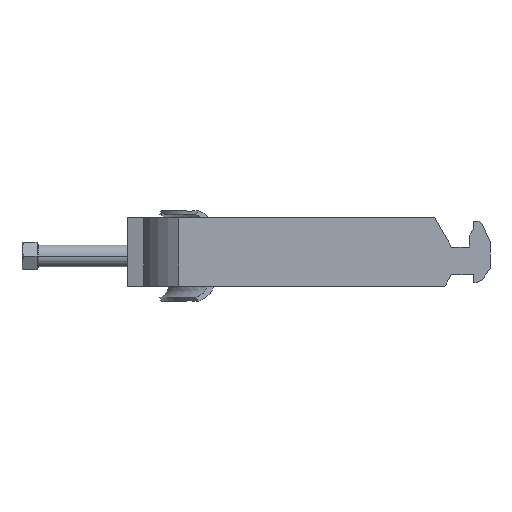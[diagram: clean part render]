
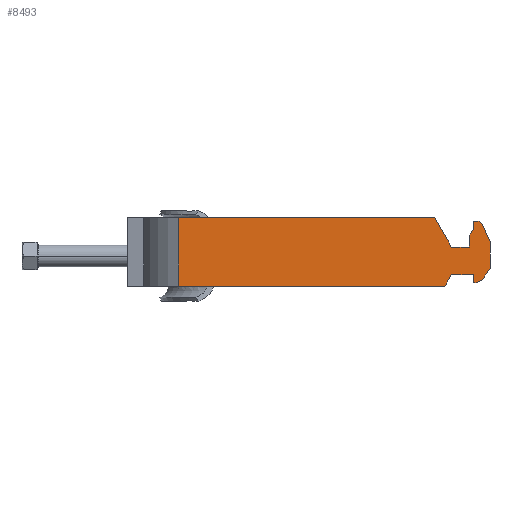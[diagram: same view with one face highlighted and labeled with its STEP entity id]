
A CAD part, left-side view. The second image highlights one B-rep face of the part: STEP entity #8493.
In plain terms, the highlighted planar face has unit normal (-1, 0, 0).
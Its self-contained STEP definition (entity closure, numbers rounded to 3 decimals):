
#6 = VERTEX_POINT ( 'NONE', #9136 ) ;
#148 = DIRECTION ( 'NONE',  ( 1., 0., 0. ) ) ;
#167 = DIRECTION ( 'NONE',  ( 0., 1., 0. ) ) ;
#380 = VECTOR ( 'NONE', #9746, 1000. ) ;
#404 = VERTEX_POINT ( 'NONE', #1381 ) ;
#447 = VERTEX_POINT ( 'NONE', #9345 ) ;
#453 = VECTOR ( 'NONE', #7309, 1000. ) ;
#895 = CARTESIAN_POINT ( 'NONE',  ( -25.5, -132., -6.075 ) ) ;
#986 = ORIENTED_EDGE ( 'NONE', *, *, #4208, .F. ) ;
#996 = CARTESIAN_POINT ( 'NONE',  ( -25.5, -134.539, -1.953 ) ) ;
#1167 = VERTEX_POINT ( 'NONE', #1866 ) ;
#1171 = LINE ( 'NONE', #7843, #4402 ) ;
#1363 = VECTOR ( 'NONE', #1739, 1000. ) ;
#1381 = CARTESIAN_POINT ( 'NONE',  ( -25.5, -124.5, 6.108 ) ) ;
#1514 = VERTEX_POINT ( 'NONE', #3670 ) ;
#1522 = VERTEX_POINT ( 'NONE', #2848 ) ;
#1547 = EDGE_CURVE ( 'NONE', #6, #2807, #1665, .T. ) ;
#1665 = LINE ( 'NONE', #3855, #5476 ) ;
#1739 = DIRECTION ( 'NONE',  ( 0., 0.5, -0.866 ) ) ;
#1774 = LINE ( 'NONE', #5527, #9961 ) ;
#1813 = ORIENTED_EDGE ( 'NONE', *, *, #9992, .F. ) ;
#1866 = CARTESIAN_POINT ( 'NONE',  ( -25.5, -129., -10.36 ) ) ;
#1882 = EDGE_CURVE ( 'NONE', #10506, #3590, #8532, .T. ) ;
#1912 = EDGE_LOOP ( 'NONE', ( #3393, #11148, #8238, #8131, #11838, #8379, #2152, #3074, #986, #7929, #6944, #8559, #1813, #9151, #8570, #10440, #5208, #4547 ) ) ;
#1960 = DIRECTION ( 'NONE',  ( 0., 0.914, -0.407 ) ) ;
#1977 = EDGE_CURVE ( 'NONE', #11175, #1522, #2225, .T. ) ;
#2001 = DIRECTION ( 'NONE',  ( 0., 1., 0. ) ) ;
#2020 = CARTESIAN_POINT ( 'NONE',  ( -25.5, -167., -8.25 ) ) ;
#2042 = CARTESIAN_POINT ( 'NONE',  ( -25.5, -126., 12.5 ) ) ;
#2152 = ORIENTED_EDGE ( 'NONE', *, *, #11433, .F. ) ;
#2188 = EDGE_CURVE ( 'NONE', #1522, #9466, #5005, .T. ) ;
#2225 = LINE ( 'NONE', #2042, #380 ) ;
#2301 = LINE ( 'NONE', #2415, #4135 ) ;
#2359 = DIRECTION ( 'NONE',  ( 0., 0., 1. ) ) ;
#2415 = CARTESIAN_POINT ( 'NONE',  ( -25.5, -126., 12.5 ) ) ;
#2685 = CARTESIAN_POINT ( 'NONE',  ( -25.5, -132., 12.5 ) ) ;
#2807 = VERTEX_POINT ( 'NONE', #9664 ) ;
#2848 = CARTESIAN_POINT ( 'NONE',  ( -25.5, -126., 11.25 ) ) ;
#2888 = LINE ( 'NONE', #8686, #10209 ) ;
#2897 = LINE ( 'NONE', #11582, #5252 ) ;
#2923 = LINE ( 'NONE', #2685, #9000 ) ;
#3074 = ORIENTED_EDGE ( 'NONE', *, *, #9235, .F. ) ;
#3090 = EDGE_CURVE ( 'NONE', #6634, #6, #1171, .T. ) ;
#3127 = FACE_OUTER_BOUND ( 'NONE', #1912, .T. ) ;
#3279 = VERTEX_POINT ( 'NONE', #3592 ) ;
#3342 = LINE ( 'NONE', #6093, #3858 ) ;
#3389 = CARTESIAN_POINT ( 'NONE',  ( -25.5, -128., 11.25 ) ) ;
#3390 = DIRECTION ( 'NONE',  ( 0., 0., 1. ) ) ;
#3393 = ORIENTED_EDGE ( 'NONE', *, *, #1882, .F. ) ;
#3547 = EDGE_CURVE ( 'NONE', #4817, #1167, #4190, .T. ) ;
#3590 = VERTEX_POINT ( 'NONE', #5955 ) ;
#3592 = CARTESIAN_POINT ( 'NONE',  ( -25.5, -132., 3.75 ) ) ;
#3656 = VECTOR ( 'NONE', #167, 1000. ) ;
#3670 = CARTESIAN_POINT ( 'NONE',  ( -25.5, -126., -8.25 ) ) ;
#3680 = LINE ( 'NONE', #4601, #11189 ) ;
#3855 = CARTESIAN_POINT ( 'NONE',  ( -25.5, -167., 1.75 ) ) ;
#3858 = VECTOR ( 'NONE', #7205, 1000. ) ;
#3926 = EDGE_CURVE ( 'NONE', #11381, #1514, #2301, .T. ) ;
#4135 = VECTOR ( 'NONE', #2359, 1000. ) ;
#4190 = LINE ( 'NONE', #10783, #5738 ) ;
#4208 = EDGE_CURVE ( 'NONE', #9466, #12093, #3342, .T. ) ;
#4402 = VECTOR ( 'NONE', #4978, 1000. ) ;
#4440 = EDGE_CURVE ( 'NONE', #1514, #10506, #7707, .T. ) ;
#4454 = CARTESIAN_POINT ( 'NONE',  ( -25.5, -167., 12.5 ) ) ;
#4547 = ORIENTED_EDGE ( 'NONE', *, *, #10079, .F. ) ;
#4601 = CARTESIAN_POINT ( 'NONE',  ( -25.5, -141.485, 30.365 ) ) ;
#4759 = CARTESIAN_POINT ( 'NONE',  ( -25.5, -167., 12.5 ) ) ;
#4800 = LINE ( 'NONE', #996, #453 ) ;
#4817 = VERTEX_POINT ( 'NONE', #895 ) ;
#4978 = DIRECTION ( 'NONE',  ( 0., -0.5, -0.866 ) ) ;
#5005 = LINE ( 'NONE', #6936, #5195 ) ;
#5149 = LINE ( 'NONE', #6328, #10994 ) ;
#5195 = VECTOR ( 'NONE', #10714, 1000. ) ;
#5205 = AXIS2_PLACEMENT_3D ( 'NONE', #4759, #148, #2001 ) ;
#5208 = ORIENTED_EDGE ( 'NONE', *, *, #6752, .F. ) ;
#5252 = VECTOR ( 'NONE', #9661, 1000. ) ;
#5476 = VECTOR ( 'NONE', #5481, 1000. ) ;
#5481 = DIRECTION ( 'NONE',  ( 0., -1., 0. ) ) ;
#5488 = CARTESIAN_POINT ( 'NONE',  ( -25.5, -18.689, 12.5 ) ) ;
#5492 = CARTESIAN_POINT ( 'NONE',  ( -25.5, -126., -11.25 ) ) ;
#5510 = LINE ( 'NONE', #10147, #12181 ) ;
#5527 = CARTESIAN_POINT ( 'NONE',  ( -25.5, -169.207, 7.542 ) ) ;
#5734 = DIRECTION ( 'NONE',  ( 0., 0., -1. ) ) ;
#5738 = VECTOR ( 'NONE', #6949, 1000. ) ;
#5955 = CARTESIAN_POINT ( 'NONE',  ( -25.5, -115.546, -12.5 ) ) ;
#6093 = CARTESIAN_POINT ( 'NONE',  ( -25.5, -150.271, -7.437 ) ) ;
#6101 = CARTESIAN_POINT ( 'NONE',  ( -25.5, -118., -8.25 ) ) ;
#6185 = CARTESIAN_POINT ( 'NONE',  ( -25.5, -18.689, -12.5 ) ) ;
#6328 = CARTESIAN_POINT ( 'NONE',  ( -25.5, -18.689, 12.5 ) ) ;
#6634 = VERTEX_POINT ( 'NONE', #8519 ) ;
#6644 = CARTESIAN_POINT ( 'NONE',  ( -25.5, -129.055, 10.365 ) ) ;
#6752 = EDGE_CURVE ( 'NONE', #9861, #10697, #5149, .T. ) ;
#6813 = DIRECTION ( 'NONE',  ( 0., 1., 0. ) ) ;
#6936 = CARTESIAN_POINT ( 'NONE',  ( -25.5, -167., 11.25 ) ) ;
#6944 = ORIENTED_EDGE ( 'NONE', *, *, #1977, .F. ) ;
#6949 = DIRECTION ( 'NONE',  ( 0., 0.574, -0.819 ) ) ;
#6965 = EDGE_CURVE ( 'NONE', #6634, #10697, #8500, .T. ) ;
#7129 = EDGE_CURVE ( 'NONE', #447, #11381, #2897, .T. ) ;
#7205 = DIRECTION ( 'NONE',  ( 0., -0.766, -0.643 ) ) ;
#7309 = DIRECTION ( 'NONE',  ( 0., -0.407, -0.914 ) ) ;
#7669 = CARTESIAN_POINT ( 'NONE',  ( -25.5, -139.235, 28.53 ) ) ;
#7707 = LINE ( 'NONE', #2020, #3656 ) ;
#7843 = CARTESIAN_POINT ( 'NONE',  ( -25.5, -125.595, -11.405 ) ) ;
#7929 = ORIENTED_EDGE ( 'NONE', *, *, #2188, .F. ) ;
#8131 = ORIENTED_EDGE ( 'NONE', *, *, #7129, .F. ) ;
#8238 = ORIENTED_EDGE ( 'NONE', *, *, #3926, .F. ) ;
#8379 = ORIENTED_EDGE ( 'NONE', *, *, #3547, .F. ) ;
#8493 = ADVANCED_FACE ( 'NONE', ( #3127 ), #9469, .F. ) ;
#8500 = LINE ( 'NONE', #4454, #9405 ) ;
#8519 = CARTESIAN_POINT ( 'NONE',  ( -25.5, -111.793, 12.5 ) ) ;
#8532 = LINE ( 'NONE', #7669, #1363 ) ;
#8559 = ORIENTED_EDGE ( 'NONE', *, *, #11576, .F. ) ;
#8570 = ORIENTED_EDGE ( 'NONE', *, *, #3090, .F. ) ;
#8686 = CARTESIAN_POINT ( 'NONE',  ( -25.5, -167., -12.5 ) ) ;
#8902 = CARTESIAN_POINT ( 'NONE',  ( -25.5, -126., 8.25 ) ) ;
#8909 = EDGE_CURVE ( 'NONE', #1167, #447, #1774, .T. ) ;
#9000 = VECTOR ( 'NONE', #5734, 1000. ) ;
#9136 = CARTESIAN_POINT ( 'NONE',  ( -25.5, -118., 1.75 ) ) ;
#9151 = ORIENTED_EDGE ( 'NONE', *, *, #1547, .F. ) ;
#9235 = EDGE_CURVE ( 'NONE', #12093, #3279, #4800, .T. ) ;
#9345 = CARTESIAN_POINT ( 'NONE',  ( -25.5, -127., -11.25 ) ) ;
#9405 = VECTOR ( 'NONE', #11284, 1000. ) ;
#9466 = VERTEX_POINT ( 'NONE', #3389 ) ;
#9469 = PLANE ( 'NONE',  #5205 ) ;
#9661 = DIRECTION ( 'NONE',  ( 0., 1., 0. ) ) ;
#9664 = CARTESIAN_POINT ( 'NONE',  ( -25.5, -124.5, 1.75 ) ) ;
#9746 = DIRECTION ( 'NONE',  ( 0., 0., 1. ) ) ;
#9861 = VERTEX_POINT ( 'NONE', #6185 ) ;
#9961 = VECTOR ( 'NONE', #1960, 1000. ) ;
#9992 = EDGE_CURVE ( 'NONE', #2807, #404, #5510, .T. ) ;
#10079 = EDGE_CURVE ( 'NONE', #3590, #9861, #2888, .T. ) ;
#10147 = CARTESIAN_POINT ( 'NONE',  ( -25.5, -124.5, 12.5 ) ) ;
#10209 = VECTOR ( 'NONE', #6813, 1000. ) ;
#10263 = DIRECTION ( 'NONE',  ( 0., -0.574, 0.819 ) ) ;
#10281 = DIRECTION ( 'NONE',  ( 0., 0., 1. ) ) ;
#10440 = ORIENTED_EDGE ( 'NONE', *, *, #6965, .T. ) ;
#10506 = VERTEX_POINT ( 'NONE', #6101 ) ;
#10697 = VERTEX_POINT ( 'NONE', #5488 ) ;
#10714 = DIRECTION ( 'NONE',  ( 0., -1., 0. ) ) ;
#10783 = CARTESIAN_POINT ( 'NONE',  ( -25.5, -152.242, 22.834 ) ) ;
#10994 = VECTOR ( 'NONE', #3390, 1000. ) ;
#11148 = ORIENTED_EDGE ( 'NONE', *, *, #4440, .F. ) ;
#11175 = VERTEX_POINT ( 'NONE', #8902 ) ;
#11189 = VECTOR ( 'NONE', #10263, 1000. ) ;
#11284 = DIRECTION ( 'NONE',  ( 0., 1., 0. ) ) ;
#11381 = VERTEX_POINT ( 'NONE', #5492 ) ;
#11433 = EDGE_CURVE ( 'NONE', #3279, #4817, #2923, .T. ) ;
#11576 = EDGE_CURVE ( 'NONE', #404, #11175, #3680, .T. ) ;
#11582 = CARTESIAN_POINT ( 'NONE',  ( -25.5, -167., -11.25 ) ) ;
#11838 = ORIENTED_EDGE ( 'NONE', *, *, #8909, .F. ) ;
#12093 = VERTEX_POINT ( 'NONE', #6644 ) ;
#12181 = VECTOR ( 'NONE', #10281, 1000. ) ;
